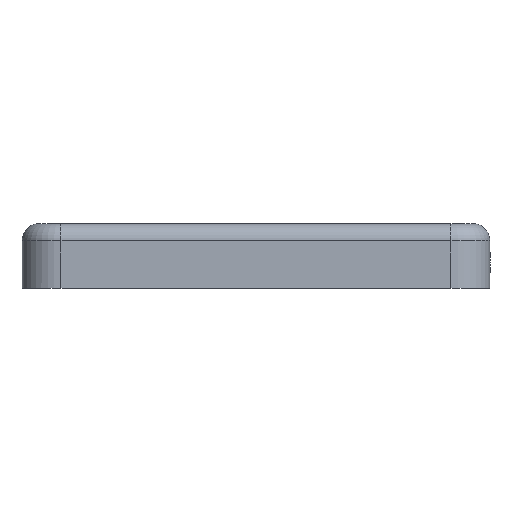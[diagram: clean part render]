
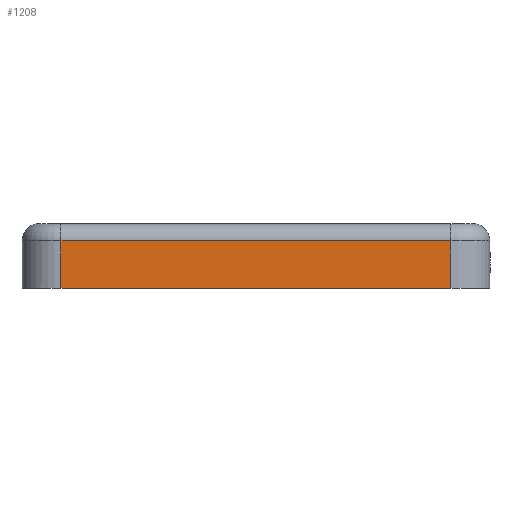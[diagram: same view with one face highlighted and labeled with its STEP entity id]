
A CAD part, left-side view. The second image highlights one B-rep face of the part: STEP entity #1208.
In plain terms, the highlighted face is planar.
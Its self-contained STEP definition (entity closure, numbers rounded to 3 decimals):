
#38=PLANE('',#1333);
#69=LINE('',#1922,#157);
#89=LINE('',#2003,#177);
#90=LINE('',#2006,#178);
#91=LINE('',#2007,#179);
#157=VECTOR('',#1515,1000.);
#177=VECTOR('',#1595,1000.);
#178=VECTOR('',#1596,1000.);
#179=VECTOR('',#1597,1000.);
#320=ORIENTED_EDGE('',*,*,#658,.T.);
#321=ORIENTED_EDGE('',*,*,#659,.F.);
#322=ORIENTED_EDGE('',*,*,#619,.F.);
#323=ORIENTED_EDGE('',*,*,#660,.T.);
#619=EDGE_CURVE('',#794,#790,#69,.T.);
#658=EDGE_CURVE('',#825,#826,#89,.T.);
#659=EDGE_CURVE('',#790,#826,#90,.T.);
#660=EDGE_CURVE('',#794,#825,#91,.T.);
#790=VERTEX_POINT('',#1914);
#794=VERTEX_POINT('',#1923);
#825=VERTEX_POINT('',#2004);
#826=VERTEX_POINT('',#2005);
#998=EDGE_LOOP('',(#320,#321,#322,#323));
#1090=FACE_BOUND('',#998,.T.);
#1208=ADVANCED_FACE('',(#1090),#38,.T.);
#1333=AXIS2_PLACEMENT_3D('',#2002,#1593,#1594);
#1515=DIRECTION('',(-1.,0.,0.));
#1593=DIRECTION('',(0.,0.,-1.));
#1594=DIRECTION('',(-1.,0.,0.));
#1595=DIRECTION('',(-1.,0.,0.));
#1596=DIRECTION('',(0.,-1.,0.));
#1597=DIRECTION('',(0.,-1.,0.));
#1914=CARTESIAN_POINT('',(-9.,-0.8,-18.9));
#1922=CARTESIAN_POINT('',(9.,-0.8,-18.9));
#1923=CARTESIAN_POINT('',(9.,-0.8,-18.9));
#2002=CARTESIAN_POINT('',(9.,0.,-18.9));
#2003=CARTESIAN_POINT('',(9.,-3.,-18.9));
#2004=CARTESIAN_POINT('',(9.,-3.,-18.9));
#2005=CARTESIAN_POINT('',(-9.,-3.,-18.9));
#2006=CARTESIAN_POINT('',(-9.,0.,-18.9));
#2007=CARTESIAN_POINT('',(9.,0.,-18.9));
